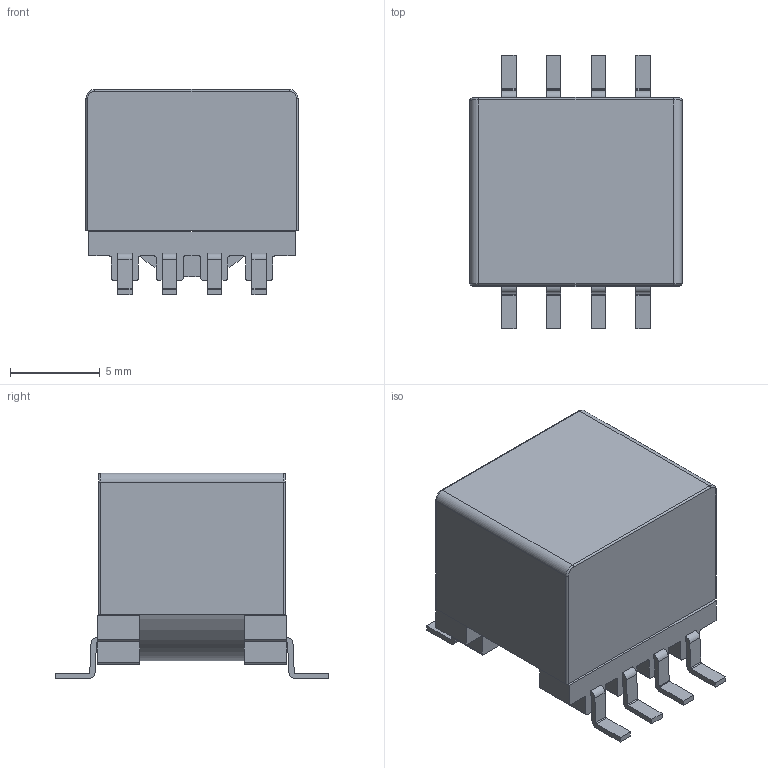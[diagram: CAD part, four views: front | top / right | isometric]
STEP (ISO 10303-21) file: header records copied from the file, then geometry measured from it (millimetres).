
FILE_DESCRIPTION(/* description */ ('Unknown'),/* implementation_level */ '2;1');
FILE_NAME(/* name */ 'T_Wurth_WE-FB-EP10',/* time_stamp */ '2025-05-05T15:46:45+08:00',/* author */ ('Unknown'),/* organization */ ('Unknown'),/* preprocessor_version */ 'ST-DEVELOPER v19.4',/* originating_system */ 'Solid Edge',/* authorisation */ 'Unknown');
FILE_SCHEMA (('AUTOMOTIVE_DESIGN {1 0 10303 214 3 1 1}'));
Length unit declared in the file: millimetre
Products named in the file (2): T_Wurth_WE-FB-EP10
Assembly tree (1 placements, depth 2):
  T_Wurth_WE-FB-EP10
    T_Wurth_WE-FB-EP10
Bounding box: 11.8 x 15.24 x 11.43 mm (x, y, z)
Volume: 1068.4 mm3; surface area: 1471.3 mm2
Topology: 2 solids, 2 shells, 212 faces, 579 edges, 376 vertices
Faces by surface type: plane 126, cylinder 82, torus 4
Full cylindrical faces by diameter (mm): 3.45 x1, 3.6 x1, 8.6 x1
Entity records: 6789 total; most frequent: CARTESIAN_POINT 1214, DIRECTION 1178, ORIENTED_EDGE 1152, EDGE_CURVE 576, LINE 394, VECTOR 394, AXIS2_PLACEMENT_3D 392, VERTEX_POINT 376
